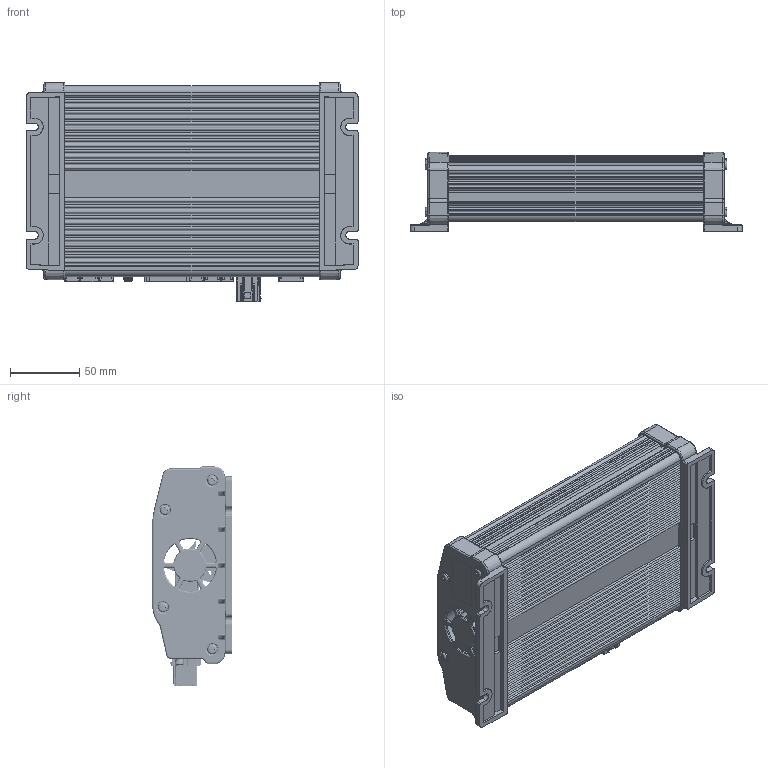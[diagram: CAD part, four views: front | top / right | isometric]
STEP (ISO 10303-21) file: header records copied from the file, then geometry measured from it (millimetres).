
FILE_DESCRIPTION (( 'STEP AP214' ), '1' );
FILE_NAME ('MCS_NX_16_TYPE C_defeature.STEP', '2025-08-29T10:09:27', ( '' ), ( '' ), 'SwSTEP 2.0', 'SolidWorks 2025', '' );
FILE_SCHEMA (( 'AUTOMOTIVE_DESIGN' ));
Products named in the file (1): MCS_NX_16_TYPE C_defeature
Bounding box: 240 x 57.42 x 158.34 mm (x, y, z)
Volume: 458706.4 mm3; surface area: 326380.3 mm2
Topology: 8 solids, 9 shells, 5723 faces, 15458 edges, 9866 vertices
Faces by surface type: plane 3622, cylinder 1450, bspline 283, cone 244, torus 106, sphere 18
Entity records: 199882 total; most frequent: CARTESIAN_POINT 57503, ORIENTED_EDGE 30828, DIRECTION 27695, EDGE_CURVE 15414, VECTOR 10775, LINE 10775, VERTEX_POINT 9866, AXIS2_PLACEMENT_3D 8460
